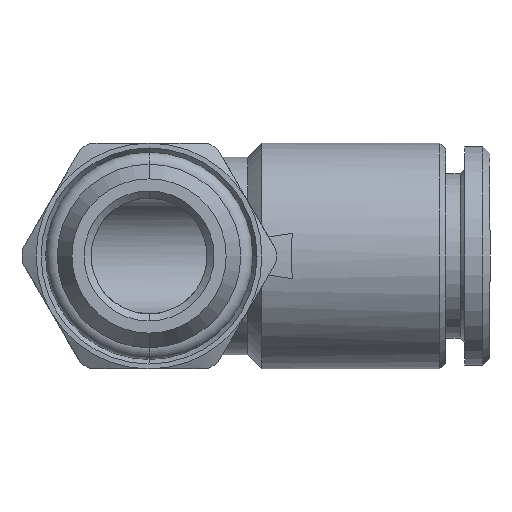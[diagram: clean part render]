
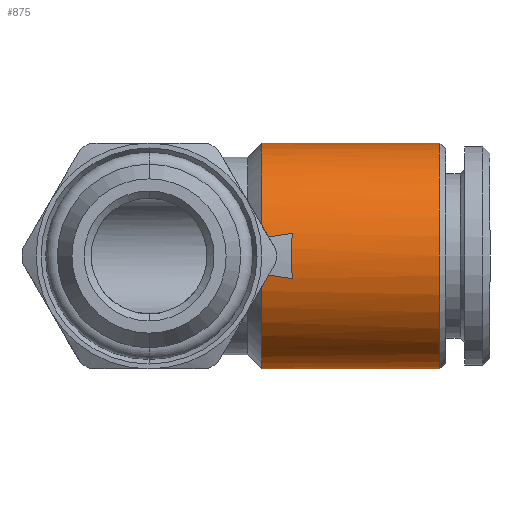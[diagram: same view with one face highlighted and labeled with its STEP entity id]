
A CAD part, front view. The second image highlights one B-rep face of the part: STEP entity #875.
In plain terms, the highlighted cylindrical face has radius 8 mm (diameter 16 mm), a partial arc.
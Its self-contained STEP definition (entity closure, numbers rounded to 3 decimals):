
#31 = CARTESIAN_POINT ( 'NONE',  ( 10.136, -7.837, 1.605 ) ) ;
#135 = B_SPLINE_CURVE_WITH_KNOTS ( 'NONE', 3,
 ( #150, #149, #148, #147, #146, #145 ),
 .UNSPECIFIED., .F., .F.,
 ( 4, 2, 4 ),
 ( 0., 0.002, 0.004 ),
 .UNSPECIFIED. ) ;
#145 = CARTESIAN_POINT ( 'NONE',  ( 10.136, -7.837, 1.605 ) ) ;
#146 = CARTESIAN_POINT ( 'NONE',  ( 10.11, -7.946, 1.075 ) ) ;
#147 = CARTESIAN_POINT ( 'NONE',  ( 10.1, -8., 0.531 ) ) ;
#148 = CARTESIAN_POINT ( 'NONE',  ( 10.1, -8., -0.544 ) ) ;
#149 = CARTESIAN_POINT ( 'NONE',  ( 10.111, -7.945, -1.077 ) ) ;
#150 = CARTESIAN_POINT ( 'NONE',  ( 10.136, -7.837, -1.605 ) ) ;
#151 = CARTESIAN_POINT ( 'NONE',  ( 10.136, -7.837, -1.605 ) ) ;
#681 = VERTEX_POINT ( 'NONE', #2014 ) ;
#714 = VERTEX_POINT ( 'NONE', #1937 ) ;
#722 = VERTEX_POINT ( 'NONE', #1991 ) ;
#734 = VERTEX_POINT ( 'NONE', #2048 ) ;
#738 = VERTEX_POINT ( 'NONE', #2047 ) ;
#779 = EDGE_CURVE ( 'NONE', #681, #734, #2145, .T. ) ;
#828 = EDGE_CURVE ( 'NONE', #722, #738, #2097, .T. ) ;
#848 = EDGE_CURVE ( 'NONE', #734, #714, #2283, .T. ) ;
#851 = EDGE_CURVE ( 'NONE', #1470, #714, #2265, .T. ) ;
#852 = ORIENTED_EDGE ( 'NONE', *, *, #848, .F. ) ;
#857 = ORIENTED_EDGE ( 'NONE', *, *, #858, .F. ) ;
#858 = EDGE_CURVE ( 'NONE', #859, #738, #2361, .T. ) ;
#859 = VERTEX_POINT ( 'NONE', #2354 ) ;
#860 = ORIENTED_EDGE ( 'NONE', *, *, #861, .F. ) ;
#861 = EDGE_CURVE ( 'NONE', #1464, #859, #2353, .T. ) ;
#862 = ORIENTED_EDGE ( 'NONE', *, *, #1466, .F. ) ;
#863 = ORIENTED_EDGE ( 'NONE', *, *, #851, .T. ) ;
#874 = ORIENTED_EDGE ( 'NONE', *, *, #828, .T. ) ;
#875 = ADVANCED_FACE ( 'NONE', ( #2249 ), #2248, .T. ) ;
#876 = EDGE_LOOP ( 'NONE', ( #897, #898, #874, #857, #860, #862, #863, #852 ) ) ;
#897 = ORIENTED_EDGE ( 'NONE', *, *, #779, .F. ) ;
#898 = ORIENTED_EDGE ( 'NONE', *, *, #899, .T. ) ;
#899 = EDGE_CURVE ( 'NONE', #681, #722, #3060, .T. ) ;
#1464 = VERTEX_POINT ( 'NONE', #31 ) ;
#1466 = EDGE_CURVE ( 'NONE', #1470, #1464, #135, .T. ) ;
#1470 = VERTEX_POINT ( 'NONE', #151 ) ;
#1937 = CARTESIAN_POINT ( 'NONE',  ( 8., -7.899, -1.267 ) ) ;
#1991 = CARTESIAN_POINT ( 'NONE',  ( 20.6, 0., 8. ) ) ;
#2014 = CARTESIAN_POINT ( 'NONE',  ( 20.6, 0., -8. ) ) ;
#2047 = CARTESIAN_POINT ( 'NONE',  ( 8., 0., 8. ) ) ;
#2048 = CARTESIAN_POINT ( 'NONE',  ( 8., 0., -8. ) ) ;
#2094 = DIRECTION ( 'NONE',  ( -1., 0., 0. ) ) ;
#2095 = VECTOR ( 'NONE', #2094, 1000. ) ;
#2096 = CARTESIAN_POINT ( 'NONE',  ( -5.233, 0., 8. ) ) ;
#2097 = LINE ( 'NONE', #2096, #2095 ) ;
#2145 = LINE ( 'NONE', #2162, #2161 ) ;
#2160 = DIRECTION ( 'NONE',  ( -1., 0., 0. ) ) ;
#2161 = VECTOR ( 'NONE', #2160, 1000. ) ;
#2162 = CARTESIAN_POINT ( 'NONE',  ( -5.233, 0., -8. ) ) ;
#2247 = AXIS2_PLACEMENT_3D ( 'NONE', #2346, #2345, #2344 ) ;
#2248 = CYLINDRICAL_SURFACE ( 'NONE', #2247, 8. ) ;
#2249 = FACE_OUTER_BOUND ( 'NONE', #876, .T. ) ;
#2264 = CARTESIAN_POINT ( 'NONE',  ( 10.136, -7.837, -1.605 ) ) ;
#2265 =( BOUNDED_CURVE ( )  B_SPLINE_CURVE ( 3, ( #2264, #2366, #2365, #2364 ),
 .UNSPECIFIED., .F., .T. ) 
 B_SPLINE_CURVE_WITH_KNOTS ( ( 4, 4 ),
 ( 4.51, 4.553 ),
 .UNSPECIFIED. ) 
 CURVE ( )  GEOMETRIC_REPRESENTATION_ITEM ( )  RATIONAL_B_SPLINE_CURVE ( ( 1., 1., 1., 1. ) ) 
 REPRESENTATION_ITEM ( '' )  );
#2279 = DIRECTION ( 'NONE',  ( 0., 0., 1. ) ) ;
#2280 = DIRECTION ( 'NONE',  ( -1., 0., 0. ) ) ;
#2281 = CARTESIAN_POINT ( 'NONE',  ( 8., 0., 0. ) ) ;
#2282 = AXIS2_PLACEMENT_3D ( 'NONE', #2281, #2280, #2279 ) ;
#2283 = CIRCLE ( 'NONE', #2282, 8. ) ;
#2344 = DIRECTION ( 'NONE',  ( 0., 0., 1. ) ) ;
#2345 = DIRECTION ( 'NONE',  ( -1., 0., 0. ) ) ;
#2346 = CARTESIAN_POINT ( 'NONE',  ( -5.233, 0., 0. ) ) ;
#2347 = CARTESIAN_POINT ( 'NONE',  ( 8., -7.899, 1.267 ) ) ;
#2348 = CARTESIAN_POINT ( 'NONE',  ( 8.715, -7.881, 1.38 ) ) ;
#2349 = CARTESIAN_POINT ( 'NONE',  ( 9.427, -7.86, 1.493 ) ) ;
#2350 = CARTESIAN_POINT ( 'NONE',  ( 10.136, -7.837, 1.605 ) ) ;
#2353 =( BOUNDED_CURVE ( )  B_SPLINE_CURVE ( 3, ( #2350, #2349, #2348, #2347 ),
 .UNSPECIFIED., .F., .T. ) 
 B_SPLINE_CURVE_WITH_KNOTS ( ( 4, 4 ),
 ( 4.51, 4.553 ),
 .UNSPECIFIED. ) 
 CURVE ( )  GEOMETRIC_REPRESENTATION_ITEM ( )  RATIONAL_B_SPLINE_CURVE ( ( 1., 1., 1., 1. ) ) 
 REPRESENTATION_ITEM ( '' )  );
#2354 = CARTESIAN_POINT ( 'NONE',  ( 8., -7.899, 1.267 ) ) ;
#2355 = DIRECTION ( 'NONE',  ( 0., 0., 1. ) ) ;
#2356 = DIRECTION ( 'NONE',  ( -1., 0., 0. ) ) ;
#2357 = CARTESIAN_POINT ( 'NONE',  ( 8., 0., 0. ) ) ;
#2358 = AXIS2_PLACEMENT_3D ( 'NONE', #2357, #2356, #2355 ) ;
#2361 = CIRCLE ( 'NONE', #2358, 8. ) ;
#2364 = CARTESIAN_POINT ( 'NONE',  ( 8., -7.899, -1.267 ) ) ;
#2365 = CARTESIAN_POINT ( 'NONE',  ( 8.715, -7.881, -1.38 ) ) ;
#2366 = CARTESIAN_POINT ( 'NONE',  ( 9.427, -7.86, -1.493 ) ) ;
#3053 = DIRECTION ( 'NONE',  ( 0., 0., 1. ) ) ;
#3054 = DIRECTION ( 'NONE',  ( -1., 0., 0. ) ) ;
#3055 = CARTESIAN_POINT ( 'NONE',  ( 20.6, 0., 0. ) ) ;
#3056 = AXIS2_PLACEMENT_3D ( 'NONE', #3055, #3054, #3053 ) ;
#3060 = CIRCLE ( 'NONE', #3056, 8. ) ;
